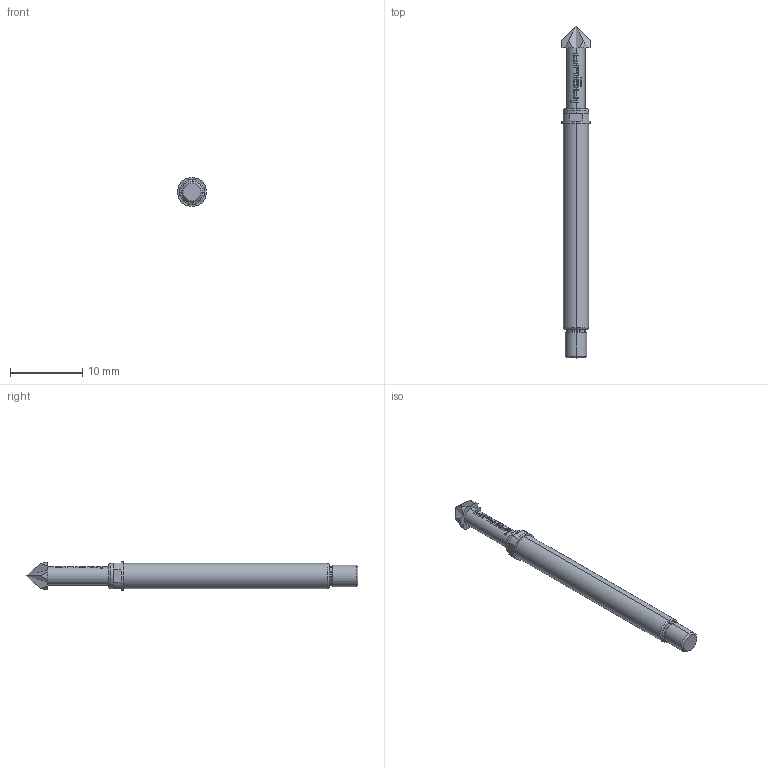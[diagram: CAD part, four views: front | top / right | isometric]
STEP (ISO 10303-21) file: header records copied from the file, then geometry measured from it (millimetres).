
FILE_DESCRIPTION (( 'STEP AP203' ), '1' );
FILE_NAME ('INGUN_HSS-150_317_400_A_xx02_MH.STEP', '2022-02-02T13:02:33', ( 'ochi' ), ( '' ), 'SwSTEP 2.0', 'SolidWorks 2018', '' );
FILE_SCHEMA (( 'CONFIG_CONTROL_DESIGN' ));
Length unit declared in the file: millimetre
Products named in the file (1): INGUN_HSS-150_317_400_A_xx02_MH
Bounding box: 4 x 46.1 x 4 mm (x, y, z)
Volume: 378.9 mm3; surface area: 499.4 mm2
Topology: 1 solids, 1 shells, 136 faces, 362 edges, 235 vertices
Faces by surface type: plane 67, cylinder 37, bspline 22, torus 6, cone 4
Entity records: 4611 total; most frequent: CARTESIAN_POINT 1298, ORIENTED_EDGE 724, DIRECTION 624, EDGE_CURVE 362, AXIS2_PLACEMENT_3D 245, VERTEX_POINT 235, EDGE_LOOP 143, ADVANCED_FACE 136
